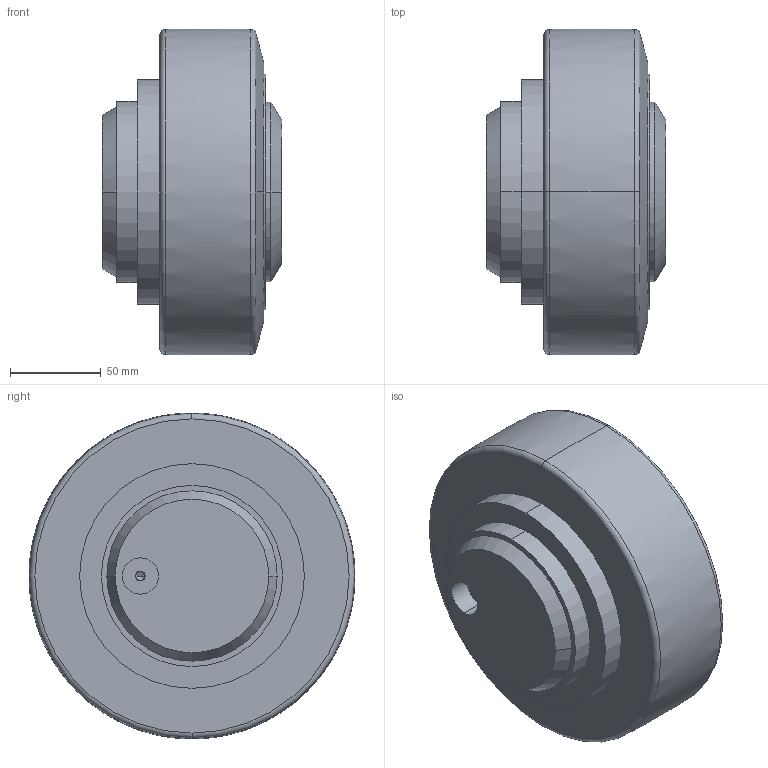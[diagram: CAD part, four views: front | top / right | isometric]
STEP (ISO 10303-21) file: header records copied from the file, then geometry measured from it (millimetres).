
FILE_DESCRIPTION(('STEP AP203'),'1');
FILE_NAME('201_049_002_without_distance_washer.stp','2014-08-06T06:34:24',('TraceParts'),('TraceParts S.A.'),'XStep 1.0',' ',' ');
FILE_SCHEMA(('CONFIG_CONTROL_DESIGN'));
Length unit declared in the file: millimetre
Products named in the file (1): 1
Bounding box: 99.2 x 179.9 x 179.94 mm (x, y, z)
Volume: 1783431.7 mm3; surface area: 93012.9 mm2
Topology: 1 solids, 1 shells, 39 faces, 83 edges, 52 vertices
Faces by surface type: cylinder 14, cone 10, plane 9, torus 6
Entity records: 1108 total; most frequent: DIRECTION 218, CARTESIAN_POINT 173, ORIENTED_EDGE 162, AXIS2_PLACEMENT_3D 97, EDGE_CURVE 81, CIRCLE 57, VERTEX_POINT 52, EDGE_LOOP 47
